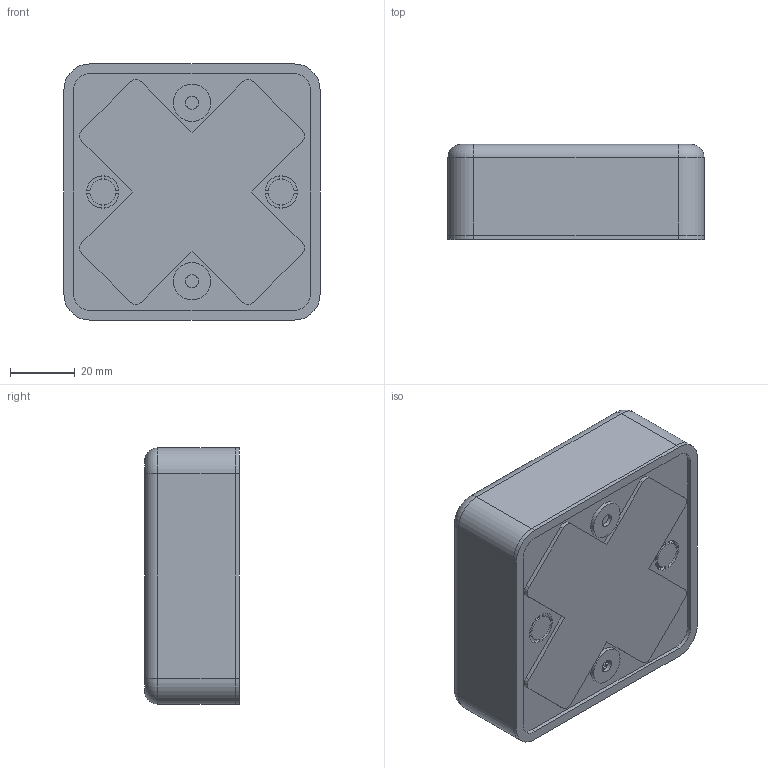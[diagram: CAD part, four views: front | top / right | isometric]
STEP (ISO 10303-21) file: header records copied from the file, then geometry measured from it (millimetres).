
FILE_DESCRIPTION (( 'STEP AP214' ), '1' );
FILE_NAME ('UKF10-75-75-028-4-4-09.STEP', '2021-12-15T08:26:43', ( '' ), ( '' ), 'SwSTEP 2.0', 'SolidWorks 2021', '' );
FILE_SCHEMA (( 'AUTOMOTIVE_DESIGN' ));
Length unit declared in the file: millimetre
Products named in the file (1): UKF10-75-75-028-4-4-09
Bounding box: 79 x 29.25 x 79 mm (x, y, z)
Volume: 33028.3 mm3; surface area: 45666.4 mm2
Topology: 2 solids, 2 shells, 450 faces, 1258 edges, 828 vertices
Faces by surface type: plane 336, cylinder 98, torus 16
Entity records: 14433 total; most frequent: CARTESIAN_POINT 2537, ORIENTED_EDGE 2516, DIRECTION 2400, EDGE_CURVE 1258, LINE 1018, VECTOR 1018, VERTEX_POINT 828, AXIS2_PLACEMENT_3D 691
